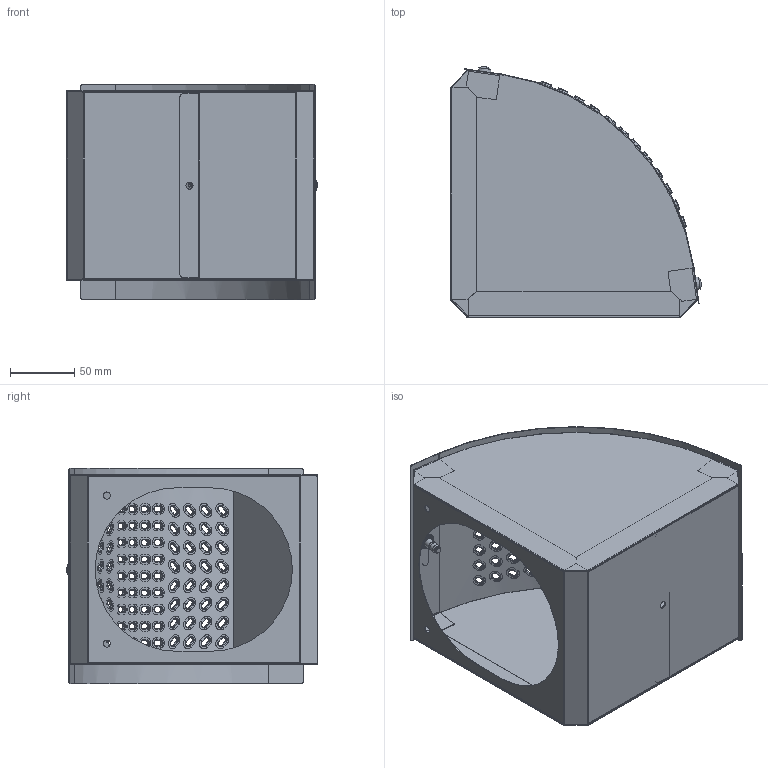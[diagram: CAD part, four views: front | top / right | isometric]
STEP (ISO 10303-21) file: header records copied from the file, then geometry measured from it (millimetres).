
FILE_DESCRIPTION(/* description */ ('Lock'),/* implementation_level */ '2;1');
FILE_NAME(/* name */ 'HVDH-01.stp',/* time_stamp */ '2016-02-02T14:45:15+01:00',/* author */ ('TW'),/* organization */ (''),/* preprocessor_version */ 'ST-DEVELOPER v15.6',/* originating_system */ 'Autodesk Inventor 2015',/* authorisation */ '');
FILE_SCHEMA (('AUTOMOTIVE_DESIGN { 1 0 10303 214 3 1 1 }'));
Products named in the file (8): HVDH-AD-01; HVDH-AG-01; HVDH-AC-01; HVDH-AE-01; HVDH-AF-01; M5 POP Nut; DIN 7985 (Z) - M5x16-Z; HVDH-01
Assembly tree (10 placements, depth 2):
  HVDH-01
    HVDH-AD-01  x2
    HVDH-AG-01
    HVDH-AC-01
    HVDH-AE-01
    HVDH-AF-01
    M5 POP Nut  x2
    DIN 7985 (Z) - M5x16-Z  x2
Bounding box: 194.7 x 194.7 x 167 mm (x, y, z)
Volume: 96557.3 mm3; surface area: 379323.6 mm2
Topology: 10 solids, 10 shells, 2052 faces, 4812 edges, 2890 vertices
Faces by surface type: bspline 1314, plane 354, cylinder 210, torus 158, cone 14, sphere 2
Full cylindrical faces by diameter (mm): 4.2 x2, 4.6 x2, 5 x2, 5.5 x6, 6.49 x2, 6.9 x2, 7.1 x2, 10 x2
Entity records: 106887 total; most frequent: CARTESIAN_POINT 69040, ORIENTED_EDGE 9334, EDGE_CURVE 4667, DIRECTION 4544, VERTEX_POINT 2819, B_SPLINE_CURVE_WITH_KNOTS 2488, EDGE_LOOP 2364, FACE_OUTER_BOUND 2003
